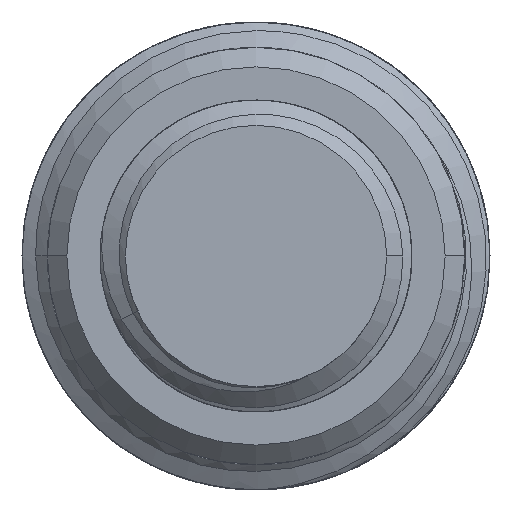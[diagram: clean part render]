
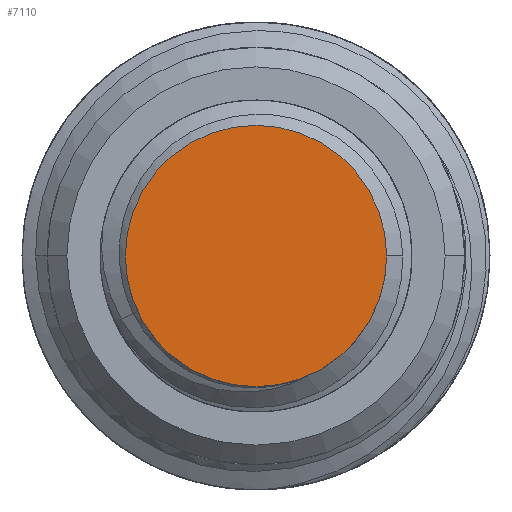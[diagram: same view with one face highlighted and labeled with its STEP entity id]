
A CAD part, front view. The second image highlights one B-rep face of the part: STEP entity #7110.
In plain terms, the highlighted planar face has unit normal (0, -1, 0).
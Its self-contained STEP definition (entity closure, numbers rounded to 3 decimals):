
#1=CARTESIAN_POINT('',(0.,0.,0.));
#2=DIRECTION('',(0.,1.,0.));
#3=DIRECTION('',(-1.,0.,0.));
#4=AXIS2_PLACEMENT_3D('',#1,#2,#3);
#6=CARTESIAN_POINT('',(0.,0.,0.));
#7=DIRECTION('',(0.,1.,0.));
#8=DIRECTION('',(1.,0.,0.));
#9=AXIS2_PLACEMENT_3D('',#6,#7,#8);
#6637=CARTESIAN_POINT('',(-3.35,0.,0.));
#6638=CARTESIAN_POINT('',(3.35,0.,0.));
#6639=VERTEX_POINT('',#6637);
#6640=VERTEX_POINT('',#6638);
#7099=CARTESIAN_POINT('',(0.,0.,0.));
#7100=DIRECTION('',(0.,-1.,0.));
#7101=DIRECTION('',(-1.,0.,0.));
#7102=AXIS2_PLACEMENT_3D('',#7099,#7100,#7101);
#7103=PLANE('',#7102);
#7105=ORIENTED_EDGE('',*,*,#7104,.T.);
#7107=ORIENTED_EDGE('',*,*,#7106,.T.);
#7108=EDGE_LOOP('',(#7105,#7107));
#7109=FACE_OUTER_BOUND('',#7108,.F.);
#7110=ADVANCED_FACE('',(#7109),#7103,.T.);
#5=CIRCLE('',#4,3.35);
#10=CIRCLE('',#9,3.35);
#7104=EDGE_CURVE('',#6639,#6640,#5,.T.);
#7106=EDGE_CURVE('',#6640,#6639,#10,.T.);
